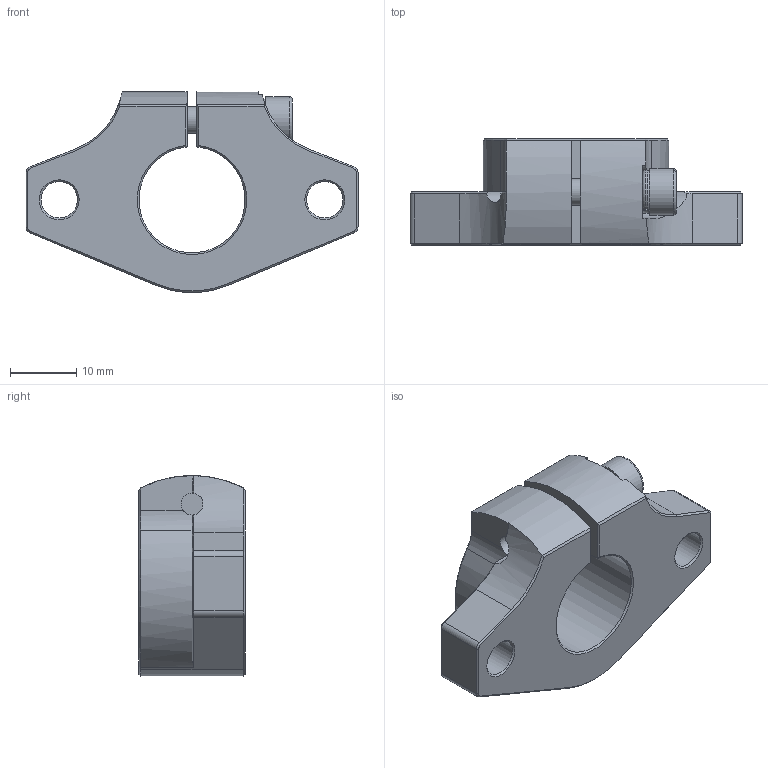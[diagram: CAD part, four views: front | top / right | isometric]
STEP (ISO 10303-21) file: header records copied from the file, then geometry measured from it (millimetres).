
FILE_DESCRIPTION(/* description */ ('Alibre Inc.'),/* implementation_level */ '2;1');
FILE_NAME(/* name */ 'export-C4F152CB-938F-4854-989B-46F209EEA4D9',/* time_stamp */ '2021-01-14T14:54:21+01:00',/* author */ (''),/* organization */ (''),/* preprocessor_version */ 'ST-DEVELOPER v17',/* originating_system */ 'Alibre',/* authorisation */ '');
FILE_SCHEMA (('AUTOMOTIVE_DESIGN'));
Length unit declared in the file: millimetre
Products named in the file (4): HI_Cylinder head screw DIN 912 M4x25 07160.040.025(High)
Bounding box: 50 x 16 x 30.26 mm (x, y, z)
Volume: 10216.2 mm3; surface area: 5294.8 mm2
Topology: 3 solids, 3 shells, 128 faces, 317 edges, 195 vertices
Faces by surface type: plane 61, cone 32, cylinder 25, torus 10
Full cylindrical faces by diameter (mm): 3.3 x1, 4 x1, 4.6 x1, 5.5 x2, 7 x1
Entity records: 4097 total; most frequent: CARTESIAN_POINT 1069, ORIENTED_EDGE 610, DIRECTION 567, EDGE_CURVE 305, AXIS2_PLACEMENT_3D 243, VERTEX_POINT 193, VECTOR 150, LINE 150
